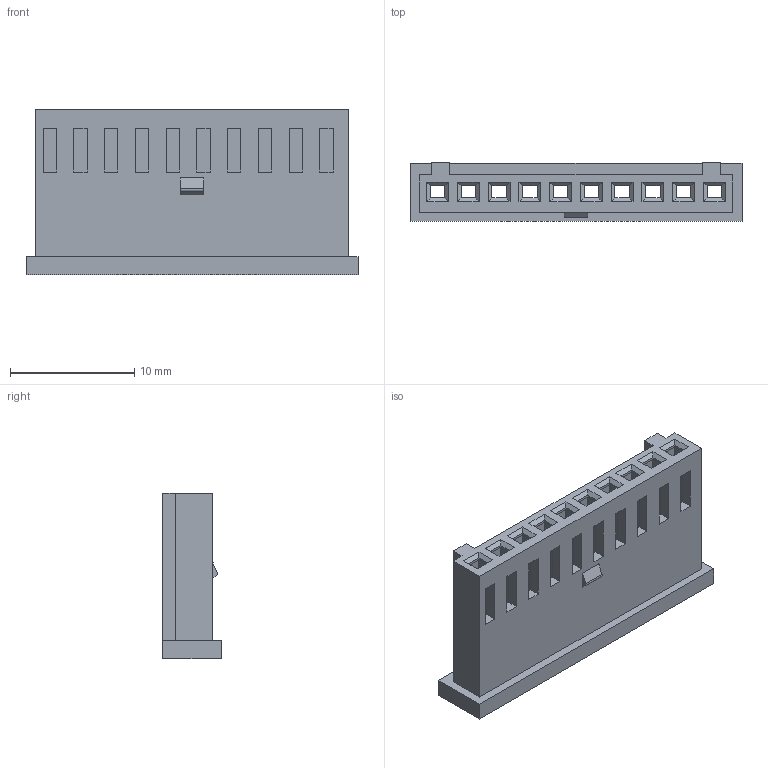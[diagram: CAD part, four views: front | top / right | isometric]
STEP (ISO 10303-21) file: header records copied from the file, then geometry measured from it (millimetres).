
FILE_DESCRIPTION( ('This file contains a STEP AP42 implementation' ,'as created by ZW3D STEP Interface translator.') ,'2;1' );
FILE_NAME( 'WF2548-1HXXB01.stp' ,'23 5 4.15 637', (''), ('ZWCAD Software Co.'), 'Version 1.0', 'ZW3D to STEP translator', '' );
FILE_SCHEMA(('AUTOMOTIVE_DESIGN { 1 0 10303 214 1 1 1 1 }'));
Length unit declared in the file: millimetre
Products named in the file (2): 0; WF2548-1H10B01
Bounding box: 26.71 x 4.68 x 13.35 mm (x, y, z)
Volume: 678.7 mm3; surface area: 1960.3 mm2
Topology: 1 solids, 1 shells, 243 faces, 640 edges, 400 vertices
Faces by surface type: plane 242, cylinder 1
Entity records: 7589 total; most frequent: CARTESIAN_POINT 1284, ORIENTED_EDGE 1280, DIRECTION 1130, EDGE_CURVE 640, VECTOR 638, LINE 638, VERTEX_POINT 400, EDGE_LOOP 284
